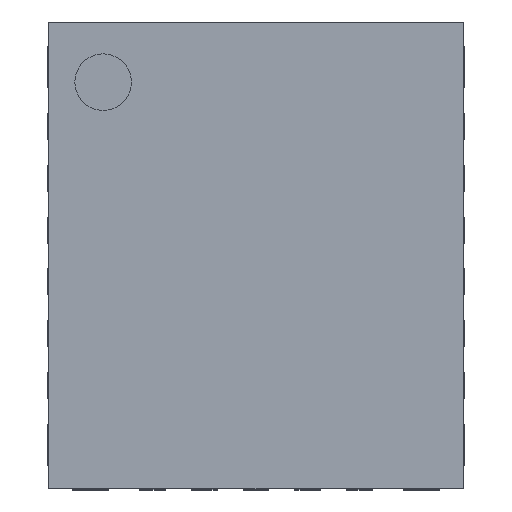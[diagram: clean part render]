
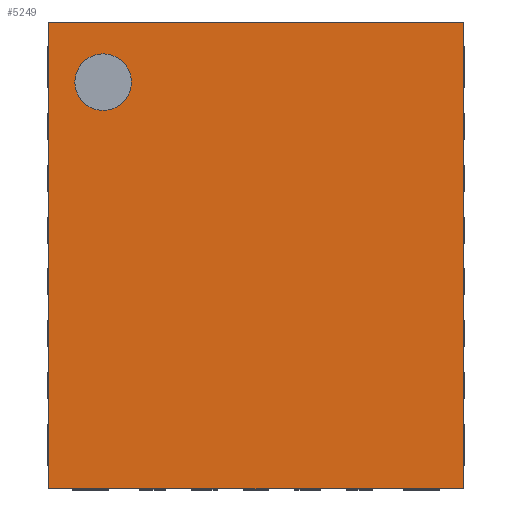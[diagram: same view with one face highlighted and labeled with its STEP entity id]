
A CAD part, top view. The second image highlights one B-rep face of the part: STEP entity #5249.
In plain terms, the highlighted planar face has unit normal (0, 0, 1).
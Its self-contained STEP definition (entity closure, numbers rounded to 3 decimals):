
#15=FACE_BOUND('',#830,.T.);
#252=PLANE('',#5539);
#578=FACE_OUTER_BOUND('',#829,.T.);
#829=EDGE_LOOP('',(#4982,#4983,#4984,#4985));
#830=EDGE_LOOP('',(#4986));
#881=LINE('',#6916,#1593);
#1091=LINE('',#7362,#1803);
#1241=LINE('',#7660,#1953);
#1362=LINE('',#7903,#2074);
#1593=VECTOR('',#5624,10.);
#1803=VECTOR('',#5932,10.);
#1953=VECTOR('',#6204,10.);
#2074=VECTOR('',#6413,10.);
#2255=CIRCLE('',#5265,0.273);
#2281=VERTEX_POINT('',#6808);
#2322=VERTEX_POINT('',#6913);
#2323=VERTEX_POINT('',#6915);
#2510=VERTEX_POINT('',#7361);
#2597=VERTEX_POINT('',#7659);
#2773=EDGE_CURVE('',#2281,#2281,#2255,.T.);
#2825=EDGE_CURVE('',#2323,#2322,#881,.T.);
#3049=EDGE_CURVE('',#2510,#2323,#1091,.T.);
#3199=EDGE_CURVE('',#2597,#2510,#1241,.T.);
#3323=EDGE_CURVE('',#2322,#2597,#1362,.T.);
#4982=ORIENTED_EDGE('',*,*,#2825,.T.);
#4983=ORIENTED_EDGE('',*,*,#3323,.T.);
#4984=ORIENTED_EDGE('',*,*,#3199,.T.);
#4985=ORIENTED_EDGE('',*,*,#3049,.T.);
#4986=ORIENTED_EDGE('',*,*,#2773,.T.);
#5249=ADVANCED_FACE('',(#578,#15),#252,.T.);
#5265=AXIS2_PLACEMENT_3D('',#6809,#5544,#5545);
#5539=AXIS2_PLACEMENT_3D('',#8286,#6804,#6805);
#5544=DIRECTION('center_axis',(0.,0.,-1.));
#5545=DIRECTION('ref_axis',(-1.,0.,0.));
#5624=DIRECTION('',(1.,0.,0.));
#5932=DIRECTION('',(0.,-1.,0.));
#6204=DIRECTION('',(-1.,0.,0.));
#6413=DIRECTION('',(0.,1.,0.));
#6804=DIRECTION('center_axis',(0.,0.,1.));
#6805=DIRECTION('ref_axis',(1.,0.,0.));
#6808=CARTESIAN_POINT('',(-1.203,1.678,0.9));
#6809=CARTESIAN_POINT('Origin',(-1.477,1.678,0.9));
#6913=CARTESIAN_POINT('',(2.,-2.25,0.9));
#6915=CARTESIAN_POINT('',(-2.,-2.25,0.9));
#6916=CARTESIAN_POINT('',(2.,-2.25,0.9));
#7361=CARTESIAN_POINT('',(-2.,2.25,0.9));
#7362=CARTESIAN_POINT('',(-2.,-2.25,0.9));
#7659=CARTESIAN_POINT('',(2.,2.25,0.9));
#7660=CARTESIAN_POINT('',(-2.,2.25,0.9));
#7903=CARTESIAN_POINT('',(2.,2.25,0.9));
#8286=CARTESIAN_POINT('Origin',(0.,0.,0.9));
